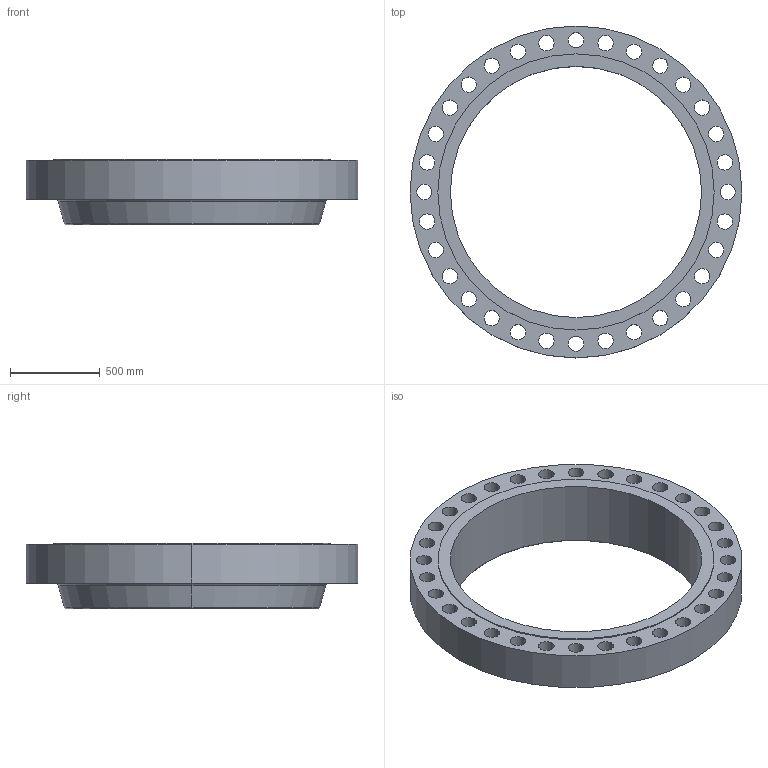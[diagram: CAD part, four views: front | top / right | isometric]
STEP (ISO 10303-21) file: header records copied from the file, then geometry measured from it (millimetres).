
FILE_DESCRIPTION (( 'STEP AP203' ), '1' );
FILE_NAME ('56_600_B1647B_RF_WNF_OB_STD.STEP', '2024-01-18T04:29:11', ( '' ), ( '' ), 'SwSTEP 2.0', 'SolidWorks 2023', '' );
FILE_SCHEMA (( 'CONFIG_CONTROL_DESIGN' ));
Length unit declared in the file: inch
Products named in the file (1): 56_600_B1647B_RF_WNF_OB_STD
Bounding box: 1854.2 x 1854.2 x 368.3 mm (x, y, z)
Volume: 231963271.2 mm3; surface area: 7204646.6 mm2
Topology: 1 solids, 1 shells, 80 faces, 224 edges, 148 vertices
Faces by surface type: cylinder 70, cone 4, plane 4, torus 2
Entity records: 2877 total; most frequent: DIRECTION 536, CARTESIAN_POINT 453, ORIENTED_EDGE 448, AXIS2_PLACEMENT_3D 231, EDGE_CURVE 224, CIRCLE 150, VERTEX_POINT 148, EDGE_LOOP 148
